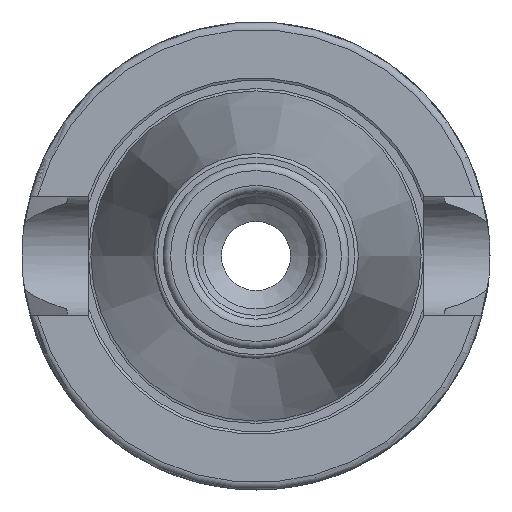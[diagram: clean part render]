
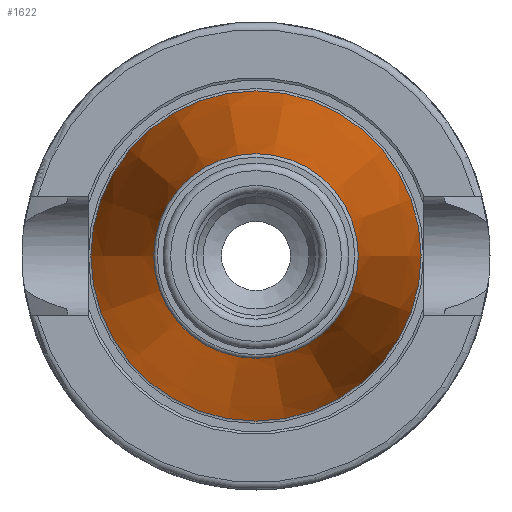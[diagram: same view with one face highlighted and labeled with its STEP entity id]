
A CAD part, left-side view. The second image highlights one B-rep face of the part: STEP entity #1622.
In plain terms, the highlighted conical face has half-angle 8.297 degrees and reference radius 17.998 mm.
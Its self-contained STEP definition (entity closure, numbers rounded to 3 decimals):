
#1595=CARTESIAN_POINT('',(-28.986,0.0,0.0));
#1596=DIRECTION('',(1.0,0.0,0.0));
#1597=DIRECTION('',(0.0,1.0,0.0));
#1598=AXIS2_PLACEMENT_3D('',#1595,#1596,#1597);
#1599=CONICAL_SURFACE('',#1598,17.998,8.297);
#1600=CARTESIAN_POINT('',(0.0,22.225,0.0));
#1601=VERTEX_POINT('',#1600);
#1602=CARTESIAN_POINT('',(0.0,0.0,0.0));
#1603=DIRECTION('',(1.0,0.0,0.0));
#1604=DIRECTION('',(0.0,1.0,0.0));
#1605=AXIS2_PLACEMENT_3D('',#1602,#1603,#1604);
#1606=CIRCLE('',#1605,22.225);
#1607=EDGE_CURVE('',#1601,#1601,#1606,.T.);
#1608=ORIENTED_EDGE('',*,*,#1607,.F.);
#1609=EDGE_LOOP('',(#1608));
#1610=FACE_OUTER_BOUND('',#1609,.T.);
#1611=CARTESIAN_POINT('',(-57.972,13.771,0.0));
#1612=VERTEX_POINT('',#1611);
#1613=CARTESIAN_POINT('',(-57.972,0.0,0.0));
#1614=DIRECTION('',(1.0,0.0,0.0));
#1615=DIRECTION('',(0.0,1.0,0.0));
#1616=AXIS2_PLACEMENT_3D('',#1613,#1614,#1615);
#1617=CIRCLE('',#1616,13.771);
#1618=EDGE_CURVE('',#1612,#1612,#1617,.T.);
#1619=ORIENTED_EDGE('',*,*,#1618,.T.);
#1620=EDGE_LOOP('',(#1619));
#1621=FACE_BOUND('',#1620,.T.);
#1622=ADVANCED_FACE('',(#1610,#1621),#1599,.T.);
